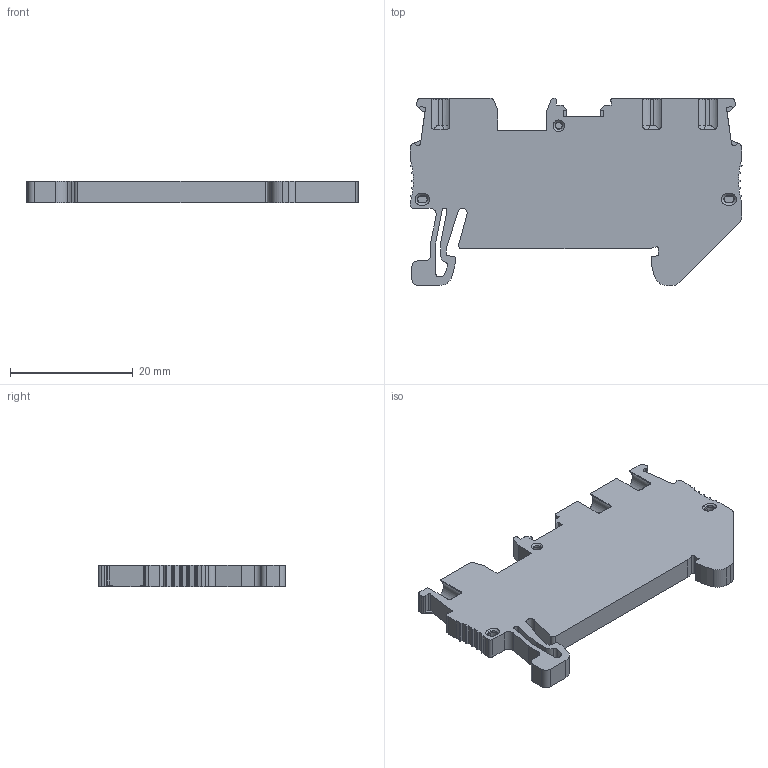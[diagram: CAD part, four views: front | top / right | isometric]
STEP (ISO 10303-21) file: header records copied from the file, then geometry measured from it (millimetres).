
FILE_DESCRIPTION((''),'2;1');
FILE_NAME('5YB580058','2023-08-30T',('Administrator'),(''),'PRO/ENGINEER BY PARAMETRIC TECHNOLOGY CORPORATION, 2013230','PRO/ENGINEER BY PARAMETRIC TECHNOLOGY CORPORATION, 2013230','');
FILE_SCHEMA(('CONFIG_CONTROL_DESIGN'));
Length unit declared in the file: millimetre
Products named in the file (1): 5YB580058
Bounding box: 54.14 x 30.5 x 3.5 mm (x, y, z)
Volume: 4058.4 mm3; surface area: 3898.3 mm2
Topology: 1 solids, 1 shells, 545 faces, 1512 edges, 978 vertices
Faces by surface type: plane 311, cylinder 183, bspline 26, cone 13, torus 12
Entity records: 19463 total; most frequent: CARTESIAN_POINT 4407, ORIENTED_EDGE 3024, DIRECTION 2762, EDGE_CURVE 1512, VECTOR 1070, LINE 1070, VERTEX_POINT 978, AXIS2_PLACEMENT_3D 846
